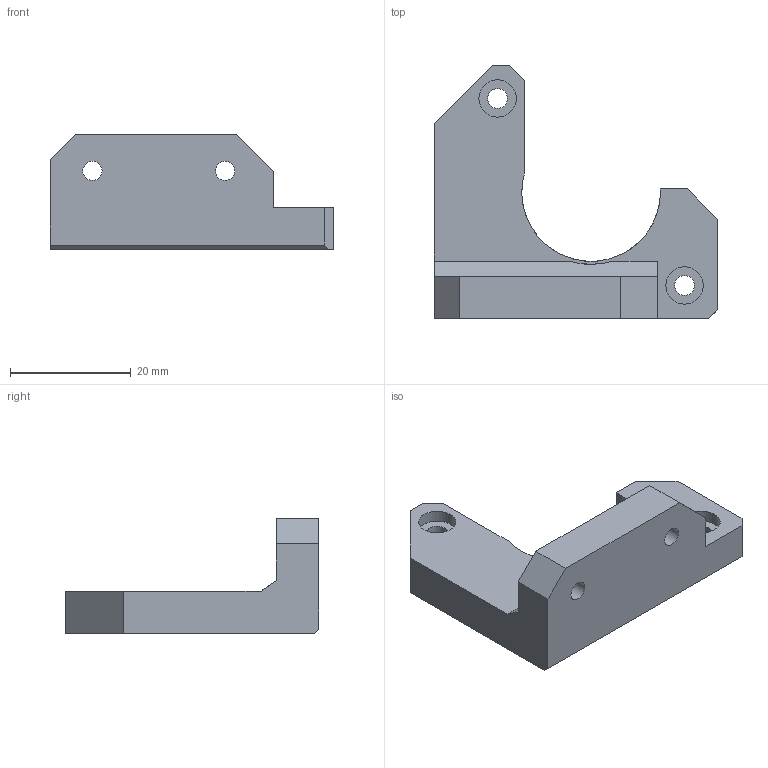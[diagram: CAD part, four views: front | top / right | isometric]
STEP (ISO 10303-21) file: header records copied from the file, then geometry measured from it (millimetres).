
FILE_DESCRIPTION(('FreeCAD Model'),'2;1');
FILE_NAME('Open CASCADE Shape Model','2024-07-17T17:08:51',(''),(''), 'Open CASCADE STEP processor 7.7','FreeCAD','Unknown');
FILE_SCHEMA(('AUTOMOTIVE_DESIGN { 1 0 10303 214 1 1 1 1 }'));
Length unit declared in the file: millimetre
Products named in the file (1): Y-Motor-Holder
Bounding box: 47 x 42 x 19 mm (x, y, z)
Volume: 9786.4 mm3; surface area: 4548.4 mm2
Topology: 1 solids, 1 shells, 55 faces, 138 edges, 89 vertices
Faces by surface type: plane 47, cylinder 8
Full cylindrical faces by diameter (mm): 3.2 x2, 3.3 x2, 6.2 x2
Entity records: 1657 total; most frequent: CARTESIAN_POINT 283, ORIENTED_EDGE 276, DIRECTION 269, EDGE_CURVE 138, LINE 119, VECTOR 119, VERTEX_POINT 89, AXIS2_PLACEMENT_3D 75
